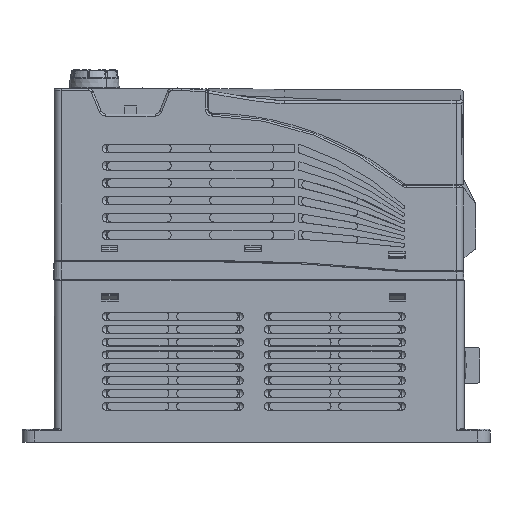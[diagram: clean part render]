
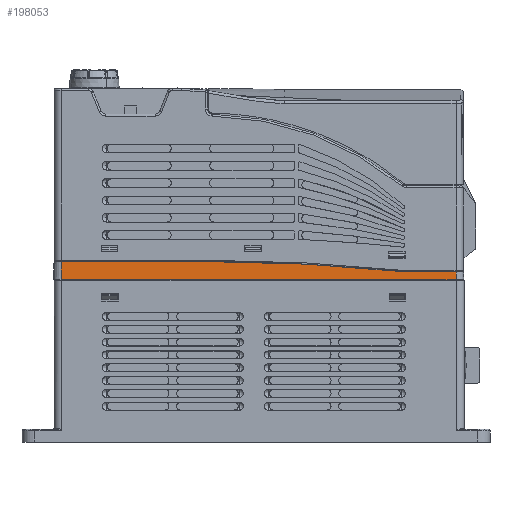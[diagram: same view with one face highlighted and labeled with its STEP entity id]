
A CAD part, left-side view. The second image highlights one B-rep face of the part: STEP entity #198053.
In plain terms, the highlighted planar face has unit normal (-0.999, 0, 0.035).
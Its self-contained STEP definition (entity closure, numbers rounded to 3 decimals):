
#4204 = DIRECTION ( 'NONE',  ( -0.035, 0., -0.999 ) ) ;
#6159 = DIRECTION ( 'NONE',  ( -0.999, 0., 0.035 ) ) ;
#10832 = CARTESIAN_POINT ( 'NONE',  ( -40.506, 106.339, 66.5 ) ) ;
#11550 = CARTESIAN_POINT ( 'NONE',  ( -40.75, 167., 59.5 ) ) ;
#12212 = DIRECTION ( 'NONE',  ( 0., 1., 0. ) ) ;
#13172 = ORIENTED_EDGE ( 'NONE', *, *, #31537, .T. ) ;
#14121 = CARTESIAN_POINT ( 'NONE',  ( -40.55, 66.092, 65.229 ) ) ;
#24493 = CARTESIAN_POINT ( 'NONE',  ( -40.645, 32.741, 62.5 ) ) ;
#31015 = CARTESIAN_POINT ( 'NONE',  ( -40.645, 33.085, 62.509 ) ) ;
#31537 = EDGE_CURVE ( 'NONE', #190916, #127993, #165243, .T. ) ;
#34570 = VECTOR ( 'NONE', #12212, 1000. ) ;
#36950 = DIRECTION ( 'NONE',  ( 0., -1., 0. ) ) ;
#41352 = VERTEX_POINT ( 'NONE', #24493 ) ;
#44341 = VECTOR ( 'NONE', #197408, 1000. ) ;
#46329 = CARTESIAN_POINT ( 'NONE',  ( -40.644, 33.257, 62.527 ) ) ;
#51126 = CARTESIAN_POINT ( 'NONE',  ( -40.645, 13., 62.5 ) ) ;
#55565 = CARTESIAN_POINT ( 'NONE',  ( -40.506, 110., 66.5 ) ) ;
#64063 = CARTESIAN_POINT ( 'NONE',  ( -40.53, 77.061, 65.797 ) ) ;
#68419 = CARTESIAN_POINT ( 'NONE',  ( -40.506, 167., 66.5 ) ) ;
#71697 = CARTESIAN_POINT ( 'NONE',  ( -40.75, 181.295, 59.5 ) ) ;
#73867 = DIRECTION ( 'NONE',  ( 0., 1., 0. ) ) ;
#78831 = CARTESIAN_POINT ( 'NONE',  ( -40.645, 32.741, 62.5 ) ) ;
#79914 = EDGE_CURVE ( 'NONE', #127993, #177111, #189018, .T. ) ;
#80746 = CARTESIAN_POINT ( 'NONE',  ( -40.507, 99.017, 66.446 ) ) ;
#82908 = DIRECTION ( 'NONE',  ( 0., -1., 0. ) ) ;
#83992 = LINE ( 'NONE', #68419, #134736 ) ;
#90486 = ORIENTED_EDGE ( 'NONE', *, *, #104112, .T. ) ;
#90586 = FACE_OUTER_BOUND ( 'NONE', #189136, .T. ) ;
#95246 = CARTESIAN_POINT ( 'NONE',  ( -40.506, 110., 66.5 ) ) ;
#97398 = VERTEX_POINT ( 'NONE', #105058 ) ;
#97722 = CARTESIAN_POINT ( 'NONE',  ( -40.645, 13., 62.5 ) ) ;
#99642 = CARTESIAN_POINT ( 'NONE',  ( -40.516, 88.036, 66.202 ) ) ;
#100514 = AXIS2_PLACEMENT_3D ( 'NONE', #71697, #6159, #73867 ) ;
#104112 = EDGE_CURVE ( 'NONE', #211154, #41352, #178790, .T. ) ;
#105058 = CARTESIAN_POINT ( 'NONE',  ( -40.644, 33.257, 62.527 ) ) ;
#110046 = EDGE_CURVE ( 'NONE', #194095, #97398, #113509, .T. ) ;
#113215 = CARTESIAN_POINT ( 'NONE',  ( -40.645, 32.913, 62.5 ) ) ;
#113509 = B_SPLINE_CURVE_WITH_KNOTS ( 'NONE', 3,
 ( #95246, #10832, #80746, #99642, #64063, #14121, #199503, #218340, #149553, #46329 ),
 .UNSPECIFIED., .F., .F.,
 ( 4, 1, 1, 1, 1, 1, 1, 4 ),
 ( 0., 0.143, 0.286, 0.429, 0.571, 0.714, 0.857, 1. ),
 .UNSPECIFIED. ) ;
#118351 = EDGE_CURVE ( 'NONE', #41352, #97398, #208536, .T. ) ;
#123809 = VECTOR ( 'NONE', #4204, 1000. ) ;
#127993 = VERTEX_POINT ( 'NONE', #11550 ) ;
#129712 = CARTESIAN_POINT ( 'NONE',  ( -40.506, 167., 66.5 ) ) ;
#130794 = CARTESIAN_POINT ( 'NONE',  ( -40.75, 13., 59.5 ) ) ;
#134736 = VECTOR ( 'NONE', #82908, 1000. ) ;
#139631 = CARTESIAN_POINT ( 'NONE',  ( -40.645, 13., 62.5 ) ) ;
#145259 = ORIENTED_EDGE ( 'NONE', *, *, #110046, .F. ) ;
#146510 = CARTESIAN_POINT ( 'NONE',  ( -40.644, 33.257, 62.527 ) ) ;
#146656 = ORIENTED_EDGE ( 'NONE', *, *, #118351, .T. ) ;
#147969 = ORIENTED_EDGE ( 'NONE', *, *, #210828, .F. ) ;
#149553 = CARTESIAN_POINT ( 'NONE',  ( -40.631, 36.899, 62.905 ) ) ;
#158256 = PLANE ( 'NONE',  #100514 ) ;
#165243 = LINE ( 'NONE', #129712, #44341 ) ;
#177108 = CARTESIAN_POINT ( 'NONE',  ( -40.506, 167., 66.5 ) ) ;
#177111 = VERTEX_POINT ( 'NONE', #130794 ) ;
#178790 = LINE ( 'NONE', #97722, #34570 ) ;
#185736 = CARTESIAN_POINT ( 'NONE',  ( -40.75, 167., 59.5 ) ) ;
#189018 = LINE ( 'NONE', #185736, #191316 ) ;
#189136 = EDGE_LOOP ( 'NONE', ( #146656, #145259, #147969, #13172, #216283, #191651, #90486 ) ) ;
#190672 = LINE ( 'NONE', #139631, #123809 ) ;
#190916 = VERTEX_POINT ( 'NONE', #177108 ) ;
#191316 = VECTOR ( 'NONE', #36950, 1000. ) ;
#191651 = ORIENTED_EDGE ( 'NONE', *, *, #209751, .F. ) ;
#194095 = VERTEX_POINT ( 'NONE', #55565 ) ;
#197408 = DIRECTION ( 'NONE',  ( -0.035, 0., -0.999 ) ) ;
#198053 = ADVANCED_FACE ( 'NONE', ( #90586 ), #158256, .T. ) ;
#199503 = CARTESIAN_POINT ( 'NONE',  ( -40.575, 55.134, 64.499 ) ) ;
#208536 = B_SPLINE_CURVE_WITH_KNOTS ( 'NONE', 3,
 ( #78831, #113215, #31015, #146510 ),
 .UNSPECIFIED., .F., .F.,
 ( 4, 4 ),
 ( 0., 1. ),
 .UNSPECIFIED. ) ;
#209751 = EDGE_CURVE ( 'NONE', #211154, #177111, #190672, .T. ) ;
#210828 = EDGE_CURVE ( 'NONE', #190916, #194095, #83992, .T. ) ;
#211154 = VERTEX_POINT ( 'NONE', #51126 ) ;
#216283 = ORIENTED_EDGE ( 'NONE', *, *, #79914, .T. ) ;
#218340 = CARTESIAN_POINT ( 'NONE',  ( -40.607, 44.187, 63.607 ) ) ;
